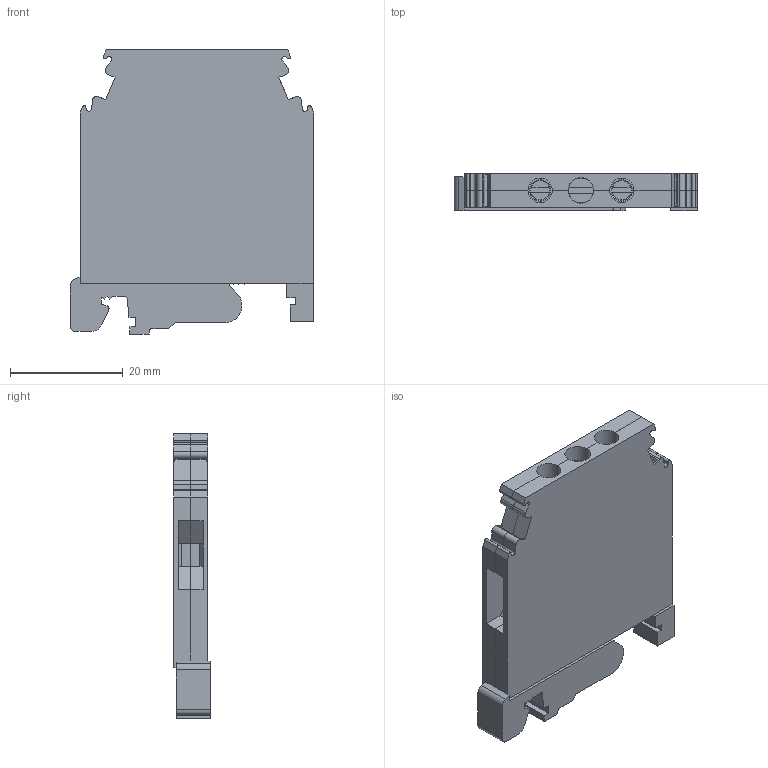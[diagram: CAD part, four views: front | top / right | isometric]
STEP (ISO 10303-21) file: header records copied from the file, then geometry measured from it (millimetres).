
FILE_DESCRIPTION(/* description */ ('Unknown'),/* implementation_level */ '2;1');
FILE_NAME(/* name */ 'ETN4_SOLID',/* time_stamp */ '2024-07-10T13:51:20+05:00',/* author */ ('Unknown'),/* organization */ ('Unknown'),/* preprocessor_version */ 'ST-DEVELOPER v16.7',/* originating_system */ 'Solid Edge',/* authorisation */ 'Unknown');
FILE_SCHEMA (('AUTOMOTIVE_DESIGN {1 0 10303 214 3 1 1}'));
Length unit declared in the file: millimetre
Products named in the file (1): ETN4_SOLID
Bounding box: 43.26 x 6.55 x 50.47 mm (x, y, z)
Volume: 10028.7 mm3; surface area: 8246.7 mm2
Topology: 1 solids, 1 shells, 442 faces, 1274 edges, 836 vertices
Faces by surface type: plane 321, cylinder 93, torus 20, bspline 6, cone 2
Full cylindrical faces by diameter (mm): 3 x4, 3.8 x2
Entity records: 17578 total; most frequent: CARTESIAN_POINT 2829, ORIENTED_EDGE 2524, DIRECTION 2306, EDGE_CURVE 1262, LINE 994, VECTOR 994, VERTEX_POINT 832, AXIS2_PLACEMENT_3D 656
